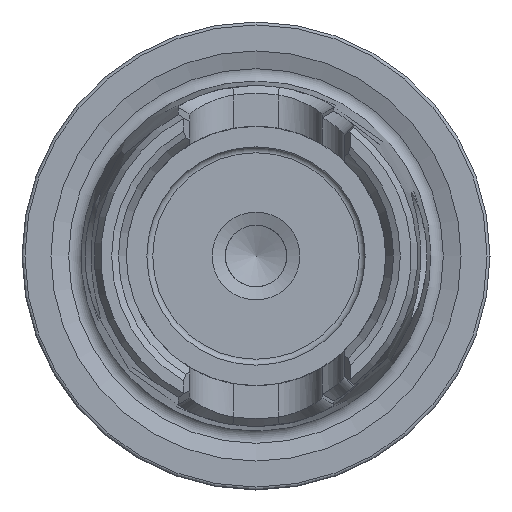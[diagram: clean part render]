
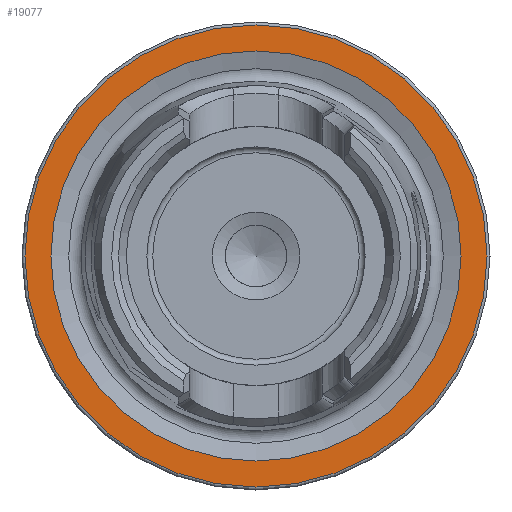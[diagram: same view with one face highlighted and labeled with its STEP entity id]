
A CAD part, left-side view. The second image highlights one B-rep face of the part: STEP entity #19077.
In plain terms, the highlighted planar face has unit normal (-1, 0, 0).
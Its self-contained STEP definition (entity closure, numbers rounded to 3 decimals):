
#1231 = DIRECTION ( 'NONE',  ( 0., 0., 1. ) ) ;
#3286 = EDGE_CURVE ( 'NONE', #6385, #6385, #23889, .T. ) ;
#4774 = AXIS2_PLACEMENT_3D ( 'NONE', #23764, #10103, #24029 ) ;
#5144 = EDGE_LOOP ( 'NONE', ( #22441 ) ) ;
#6385 = VERTEX_POINT ( 'NONE', #8931 ) ;
#8305 = AXIS2_PLACEMENT_3D ( 'NONE', #23046, #9019, #1231 ) ;
#8769 = EDGE_CURVE ( 'NONE', #22567, #22567, #22119, .T. ) ;
#8931 = CARTESIAN_POINT ( 'NONE',  ( -87.5, 0., 15.775 ) ) ;
#9019 = DIRECTION ( 'NONE',  ( -1., 0., 0. ) ) ;
#9991 = DIRECTION ( 'NONE',  ( -1., 0., 0. ) ) ;
#10103 = DIRECTION ( 'NONE',  ( 1., 0., 0. ) ) ;
#10892 = ORIENTED_EDGE ( 'NONE', *, *, #8769, .F. ) ;
#15784 = CARTESIAN_POINT ( 'NONE',  ( -87.5, 0., 0. ) ) ;
#15859 = DIRECTION ( 'NONE',  ( 0., 0., 1. ) ) ;
#17066 = CARTESIAN_POINT ( 'NONE',  ( -87.5, 0., 14. ) ) ;
#17280 = EDGE_LOOP ( 'NONE', ( #10892 ) ) ;
#19077 = ADVANCED_FACE ( 'NONE', ( #24370, #19145 ), #22038, .F. ) ;
#19145 = FACE_OUTER_BOUND ( 'NONE', #5144, .T. ) ;
#22038 = PLANE ( 'NONE',  #4774 ) ;
#22119 = CIRCLE ( 'NONE', #8305, 14. ) ;
#22441 = ORIENTED_EDGE ( 'NONE', *, *, #3286, .T. ) ;
#22567 = VERTEX_POINT ( 'NONE', #17066 ) ;
#23046 = CARTESIAN_POINT ( 'NONE',  ( -87.5, 0., 0. ) ) ;
#23764 = CARTESIAN_POINT ( 'NONE',  ( -87.5, 15.775, 0. ) ) ;
#23889 = CIRCLE ( 'NONE', #24156, 15.775 ) ;
#24029 = DIRECTION ( 'NONE',  ( 0., 0., -1. ) ) ;
#24156 = AXIS2_PLACEMENT_3D ( 'NONE', #15784, #9991, #15859 ) ;
#24370 = FACE_BOUND ( 'NONE', #17280, .T. ) ;
